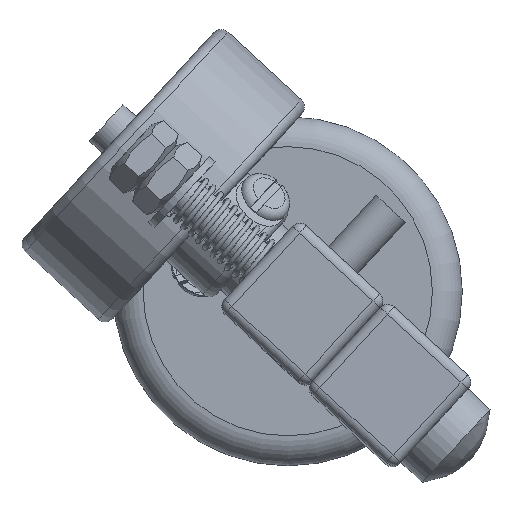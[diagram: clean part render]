
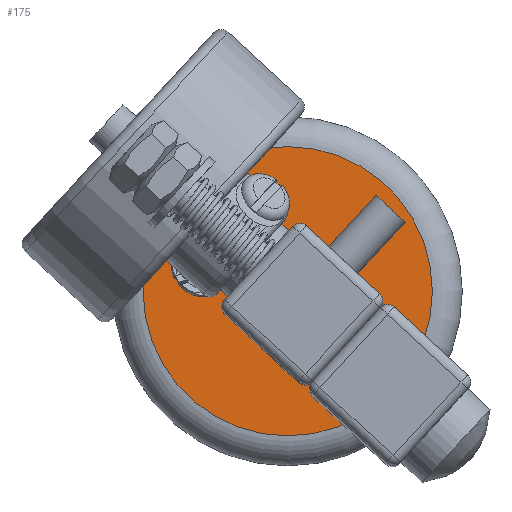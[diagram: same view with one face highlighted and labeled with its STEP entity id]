
A CAD part, top view. The second image highlights one B-rep face of the part: STEP entity #175.
In plain terms, the highlighted planar face has unit normal (0, 0, 1).
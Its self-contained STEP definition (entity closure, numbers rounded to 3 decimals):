
#55 = VERTEX_POINT('',#56);
#56 = CARTESIAN_POINT('',(-3.611,6.748,3.));
#64 = EDGE_CURVE('',#55,#55,#65,.T.);
#65 = CIRCLE('',#66,2.5);
#66 = AXIS2_PLACEMENT_3D('',#67,#68,#69);
#67 = CARTESIAN_POINT('',(-6.111,6.748,3.));
#68 = DIRECTION('',(0.,0.,-1.));
#69 = DIRECTION('',(-1.,0.,0.));
#108 = EDGE_CURVE('',#109,#111,#113,.T.);
#109 = VERTEX_POINT('',#110);
#110 = CARTESIAN_POINT('',(8.389,6.748,3.));
#111 = VERTEX_POINT('',#112);
#112 = CARTESIAN_POINT('',(-20.611,6.748,3.));
#113 = CIRCLE('',#114,14.5);
#114 = AXIS2_PLACEMENT_3D('',#115,#116,#117);
#115 = CARTESIAN_POINT('',(-6.111,6.748,3.));
#116 = DIRECTION('',(0.,0.,-1.));
#117 = DIRECTION('',(-1.,0.,0.));
#145 = EDGE_CURVE('',#111,#109,#146,.T.);
#146 = CIRCLE('',#147,14.5);
#147 = AXIS2_PLACEMENT_3D('',#148,#149,#150);
#148 = CARTESIAN_POINT('',(-6.111,6.748,3.));
#149 = DIRECTION('',(0.,0.,-1.));
#150 = DIRECTION('',(-1.,0.,0.));
#175 = ADVANCED_FACE('',(#176,#180),#183,.T.);
#176 = FACE_BOUND('',#177,.T.);
#177 = EDGE_LOOP('',(#178,#179));
#178 = ORIENTED_EDGE('',*,*,#108,.F.);
#179 = ORIENTED_EDGE('',*,*,#145,.F.);
#180 = FACE_BOUND('',#181,.T.);
#181 = EDGE_LOOP('',(#182));
#182 = ORIENTED_EDGE('',*,*,#64,.T.);
#183 = PLANE('',#184);
#184 = AXIS2_PLACEMENT_3D('',#185,#186,#187);
#185 = CARTESIAN_POINT('',(-6.111,6.748,3.));
#186 = DIRECTION('',(0.,0.,1.));
#187 = DIRECTION('',(1.,0.,0.));
